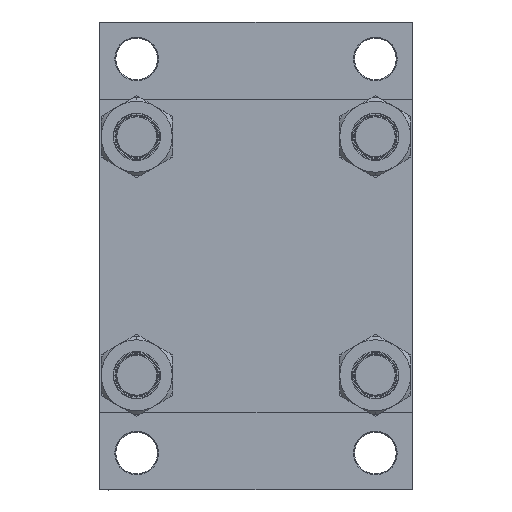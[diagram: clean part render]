
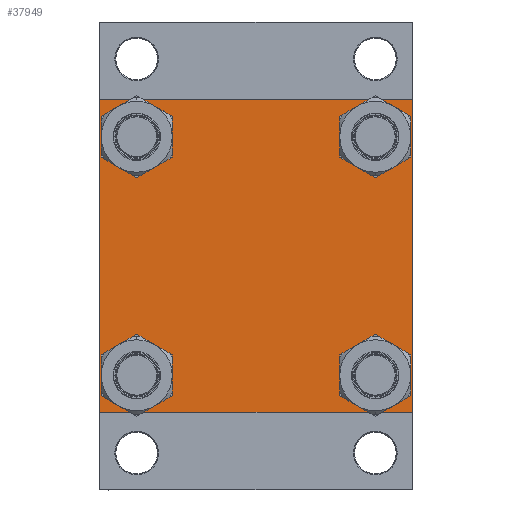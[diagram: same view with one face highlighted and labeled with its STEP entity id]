
A CAD part, left-side view. The second image highlights one B-rep face of the part: STEP entity #37949.
In plain terms, the highlighted planar face has unit normal (-1, 0, 0).
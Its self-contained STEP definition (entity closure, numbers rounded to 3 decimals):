
#27 = DIRECTION ( 'NONE',  ( 0., 0., -1. ) ) ;
#495 = VERTEX_POINT ( 'NONE', #7940 ) ;
#1418 = CARTESIAN_POINT ( 'NONE',  ( 0., 82.25, 82.25 ) ) ;
#1424 = VECTOR ( 'NONE', #47500, 1000. ) ;
#1476 = DIRECTION ( 'NONE',  ( 1., 0., 0. ) ) ;
#1849 = DIRECTION ( 'NONE',  ( 0., 0., 1. ) ) ;
#1994 = CIRCLE ( 'NONE', #32803, 11.5 ) ;
#2336 = FACE_OUTER_BOUND ( 'NONE', #31187, .T. ) ;
#2614 = VERTEX_POINT ( 'NONE', #26306 ) ;
#2985 = ORIENTED_EDGE ( 'NONE', *, *, #31347, .T. ) ;
#4350 = CARTESIAN_POINT ( 'NONE',  ( 0., -82.5, 82.5 ) ) ;
#4728 = VECTOR ( 'NONE', #24844, 1000. ) ;
#5106 = EDGE_CURVE ( 'NONE', #28153, #37092, #39316, .T. ) ;
#5342 = DIRECTION ( 'NONE',  ( 0., 0., 1. ) ) ;
#5499 = DIRECTION ( 'NONE',  ( 1., 0., 0. ) ) ;
#5869 = VECTOR ( 'NONE', #28863, 1000. ) ;
#6214 = FACE_BOUND ( 'NONE', #10718, .T. ) ;
#6283 = VERTEX_POINT ( 'NONE', #21408 ) ;
#6291 = DIRECTION ( 'NONE',  ( 0., -1., 0. ) ) ;
#6293 = CARTESIAN_POINT ( 'NONE',  ( 0., -82.25, -82.25 ) ) ;
#6682 = PLANE ( 'NONE',  #28295 ) ;
#7940 = CARTESIAN_POINT ( 'NONE',  ( 0., 62.95, -51.45 ) ) ;
#8373 = AXIS2_PLACEMENT_3D ( 'NONE', #34978, #31363, #23898 ) ;
#9317 = CARTESIAN_POINT ( 'NONE',  ( 0., -62.95, -62.95 ) ) ;
#9809 = VERTEX_POINT ( 'NONE', #39455 ) ;
#10680 = CIRCLE ( 'NONE', #41464, 11.5 ) ;
#10707 = ORIENTED_EDGE ( 'NONE', *, *, #16599, .F. ) ;
#10718 = EDGE_LOOP ( 'NONE', ( #32863, #26875 ) ) ;
#11554 = EDGE_CURVE ( 'NONE', #6283, #37092, #26302, .T. ) ;
#11805 = DIRECTION ( 'NONE',  ( 0., 0., 1. ) ) ;
#12243 = ORIENTED_EDGE ( 'NONE', *, *, #5106, .T. ) ;
#12479 = VERTEX_POINT ( 'NONE', #34967 ) ;
#12596 = ORIENTED_EDGE ( 'NONE', *, *, #41102, .T. ) ;
#13392 = VECTOR ( 'NONE', #27, 1000. ) ;
#13580 = VERTEX_POINT ( 'NONE', #35530 ) ;
#13650 = DIRECTION ( 'NONE',  ( 0., 0., 1. ) ) ;
#13671 = FACE_BOUND ( 'NONE', #42590, .T. ) ;
#14476 = CARTESIAN_POINT ( 'NONE',  ( 0., 82.5, -82.5 ) ) ;
#14532 = CIRCLE ( 'NONE', #41461, 11.5 ) ;
#14804 = ORIENTED_EDGE ( 'NONE', *, *, #33630, .T. ) ;
#15540 = CARTESIAN_POINT ( 'NONE',  ( 0., 62.95, -62.95 ) ) ;
#15549 = CARTESIAN_POINT ( 'NONE',  ( 0., 62.95, -62.95 ) ) ;
#15738 = CARTESIAN_POINT ( 'NONE',  ( 0., 82., 82.5 ) ) ;
#16073 = VECTOR ( 'NONE', #38071, 1000. ) ;
#16590 = AXIS2_PLACEMENT_3D ( 'NONE', #31528, #5499, #35398 ) ;
#16599 = EDGE_CURVE ( 'NONE', #31669, #12479, #17835, .T. ) ;
#16604 = DIRECTION ( 'NONE',  ( 0., 0.707, -0.707 ) ) ;
#17158 = VERTEX_POINT ( 'NONE', #44180 ) ;
#17700 = ORIENTED_EDGE ( 'NONE', *, *, #41279, .T. ) ;
#17782 = LINE ( 'NONE', #47176, #5869 ) ;
#17835 = LINE ( 'NONE', #35457, #22825 ) ;
#18859 = AXIS2_PLACEMENT_3D ( 'NONE', #27539, #35007, #24409 ) ;
#18958 = ORIENTED_EDGE ( 'NONE', *, *, #31852, .T. ) ;
#19328 = EDGE_CURVE ( 'NONE', #13580, #2614, #34951, .T. ) ;
#19722 = ORIENTED_EDGE ( 'NONE', *, *, #19328, .T. ) ;
#19748 = LINE ( 'NONE', #1418, #26099 ) ;
#20420 = FACE_BOUND ( 'NONE', #43139, .T. ) ;
#20489 = DIRECTION ( 'NONE',  ( 0., -0.707, -0.707 ) ) ;
#21408 = CARTESIAN_POINT ( 'NONE',  ( 0., -82.5, 82. ) ) ;
#22306 = DIRECTION ( 'NONE',  ( 0., 0., 1. ) ) ;
#22825 = VECTOR ( 'NONE', #6291, 1000. ) ;
#23013 = DIRECTION ( 'NONE',  ( 1., 0., 0. ) ) ;
#23041 = VERTEX_POINT ( 'NONE', #41452 ) ;
#23223 = VERTEX_POINT ( 'NONE', #37976 ) ;
#23898 = DIRECTION ( 'NONE',  ( 0., 0., 1. ) ) ;
#24409 = DIRECTION ( 'NONE',  ( 0., 0., 1. ) ) ;
#24844 = DIRECTION ( 'NONE',  ( 0., -0.707, 0.707 ) ) ;
#25354 = CARTESIAN_POINT ( 'NONE',  ( 0., -82.5, -82. ) ) ;
#25464 = DIRECTION ( 'NONE',  ( 0., 0., 1. ) ) ;
#26099 = VECTOR ( 'NONE', #16604, 1000. ) ;
#26206 = EDGE_CURVE ( 'NONE', #38326, #495, #14532, .T. ) ;
#26302 = LINE ( 'NONE', #4350, #13392 ) ;
#26306 = CARTESIAN_POINT ( 'NONE',  ( 0., 82., -82.5 ) ) ;
#26749 = CARTESIAN_POINT ( 'NONE',  ( 0., -62.95, -62.95 ) ) ;
#26875 = ORIENTED_EDGE ( 'NONE', *, *, #26206, .T. ) ;
#27539 = CARTESIAN_POINT ( 'NONE',  ( 0., -62.95, 62.95 ) ) ;
#27606 = ORIENTED_EDGE ( 'NONE', *, *, #44091, .T. ) ;
#28153 = VERTEX_POINT ( 'NONE', #44929 ) ;
#28295 = AXIS2_PLACEMENT_3D ( 'NONE', #31503, #34890, #1849 ) ;
#28479 = LINE ( 'NONE', #32800, #1424 ) ;
#28863 = DIRECTION ( 'NONE',  ( 0., 0.707, 0.707 ) ) ;
#29072 = ORIENTED_EDGE ( 'NONE', *, *, #34696, .T. ) ;
#29234 = CIRCLE ( 'NONE', #46905, 11.5 ) ;
#29272 = CARTESIAN_POINT ( 'NONE',  ( 0., 82.5, 82. ) ) ;
#29899 = CIRCLE ( 'NONE', #8373, 11.5 ) ;
#30125 = DIRECTION ( 'NONE',  ( 1., 0., 0. ) ) ;
#30254 = DIRECTION ( 'NONE',  ( 1., 0., 0. ) ) ;
#30264 = EDGE_LOOP ( 'NONE', ( #43060, #47368 ) ) ;
#31187 = EDGE_LOOP ( 'NONE', ( #27606, #19722, #12596, #12243, #40184, #14804, #10707, #35816 ) ) ;
#31265 = FACE_BOUND ( 'NONE', #30264, .T. ) ;
#31347 = EDGE_CURVE ( 'NONE', #9809, #23223, #32379, .T. ) ;
#31363 = DIRECTION ( 'NONE',  ( 1., 0., 0. ) ) ;
#31503 = CARTESIAN_POINT ( 'NONE',  ( 0., 0., 0. ) ) ;
#31528 = CARTESIAN_POINT ( 'NONE',  ( 0., 62.95, 62.95 ) ) ;
#31669 = VERTEX_POINT ( 'NONE', #15738 ) ;
#31852 = EDGE_CURVE ( 'NONE', #23223, #9809, #38904, .T. ) ;
#32379 = CIRCLE ( 'NONE', #38543, 11.5 ) ;
#32800 = CARTESIAN_POINT ( 'NONE',  ( 0., 82.5, 82.5 ) ) ;
#32803 = AXIS2_PLACEMENT_3D ( 'NONE', #9317, #38968, #13650 ) ;
#32863 = ORIENTED_EDGE ( 'NONE', *, *, #43669, .T. ) ;
#33386 = CARTESIAN_POINT ( 'NONE',  ( 0., 62.95, 51.45 ) ) ;
#33426 = EDGE_CURVE ( 'NONE', #42402, #43623, #44330, .T. ) ;
#33630 = EDGE_CURVE ( 'NONE', #6283, #12479, #17782, .T. ) ;
#34696 = EDGE_CURVE ( 'NONE', #23041, #17158, #1994, .T. ) ;
#34890 = DIRECTION ( 'NONE',  ( -1., 0., 0. ) ) ;
#34951 = LINE ( 'NONE', #41949, #45069 ) ;
#34967 = CARTESIAN_POINT ( 'NONE',  ( 0., -82., 82.5 ) ) ;
#34978 = CARTESIAN_POINT ( 'NONE',  ( 0., 62.95, 62.95 ) ) ;
#35007 = DIRECTION ( 'NONE',  ( 1., 0., 0. ) ) ;
#35201 = CARTESIAN_POINT ( 'NONE',  ( 0., 62.95, -74.45 ) ) ;
#35398 = DIRECTION ( 'NONE',  ( 0., 0., 1. ) ) ;
#35457 = CARTESIAN_POINT ( 'NONE',  ( 0., 82.5, 82.5 ) ) ;
#35530 = CARTESIAN_POINT ( 'NONE',  ( 0., 82.5, -82. ) ) ;
#35719 = CARTESIAN_POINT ( 'NONE',  ( 0., 62.95, 74.45 ) ) ;
#35816 = ORIENTED_EDGE ( 'NONE', *, *, #44237, .T. ) ;
#37092 = VERTEX_POINT ( 'NONE', #25354 ) ;
#37949 = ADVANCED_FACE ( 'NONE', ( #13671, #20420, #6214, #31265, #2336 ), #6682, .T. ) ;
#37976 = CARTESIAN_POINT ( 'NONE',  ( 0., -62.95, 51.45 ) ) ;
#38071 = DIRECTION ( 'NONE',  ( 0., -1., 0. ) ) ;
#38326 = VERTEX_POINT ( 'NONE', #35201 ) ;
#38543 = AXIS2_PLACEMENT_3D ( 'NONE', #41524, #1476, #5342 ) ;
#38904 = CIRCLE ( 'NONE', #18859, 11.5 ) ;
#38968 = DIRECTION ( 'NONE',  ( 1., 0., 0. ) ) ;
#39316 = LINE ( 'NONE', #6293, #4728 ) ;
#39455 = CARTESIAN_POINT ( 'NONE',  ( 0., -62.95, 74.45 ) ) ;
#40184 = ORIENTED_EDGE ( 'NONE', *, *, #11554, .F. ) ;
#41102 = EDGE_CURVE ( 'NONE', #2614, #28153, #43653, .T. ) ;
#41279 = EDGE_CURVE ( 'NONE', #17158, #23041, #29234, .T. ) ;
#41452 = CARTESIAN_POINT ( 'NONE',  ( 0., -62.95, -74.45 ) ) ;
#41461 = AXIS2_PLACEMENT_3D ( 'NONE', #15549, #30254, #25464 ) ;
#41464 = AXIS2_PLACEMENT_3D ( 'NONE', #15540, #23013, #22306 ) ;
#41524 = CARTESIAN_POINT ( 'NONE',  ( 0., -62.95, 62.95 ) ) ;
#41949 = CARTESIAN_POINT ( 'NONE',  ( 0., 82.25, -82.25 ) ) ;
#42402 = VERTEX_POINT ( 'NONE', #35719 ) ;
#42590 = EDGE_LOOP ( 'NONE', ( #2985, #18958 ) ) ;
#43060 = ORIENTED_EDGE ( 'NONE', *, *, #33426, .T. ) ;
#43139 = EDGE_LOOP ( 'NONE', ( #17700, #29072 ) ) ;
#43186 = EDGE_CURVE ( 'NONE', #43623, #42402, #29899, .T. ) ;
#43623 = VERTEX_POINT ( 'NONE', #33386 ) ;
#43653 = LINE ( 'NONE', #14476, #16073 ) ;
#43669 = EDGE_CURVE ( 'NONE', #495, #38326, #10680, .T. ) ;
#44091 = EDGE_CURVE ( 'NONE', #46228, #13580, #28479, .T. ) ;
#44180 = CARTESIAN_POINT ( 'NONE',  ( 0., -62.95, -51.45 ) ) ;
#44237 = EDGE_CURVE ( 'NONE', #31669, #46228, #19748, .T. ) ;
#44330 = CIRCLE ( 'NONE', #16590, 11.5 ) ;
#44929 = CARTESIAN_POINT ( 'NONE',  ( 0., -82., -82.5 ) ) ;
#45069 = VECTOR ( 'NONE', #20489, 1000. ) ;
#46228 = VERTEX_POINT ( 'NONE', #29272 ) ;
#46905 = AXIS2_PLACEMENT_3D ( 'NONE', #26749, #30125, #11805 ) ;
#47176 = CARTESIAN_POINT ( 'NONE',  ( 0., -82.25, 82.25 ) ) ;
#47368 = ORIENTED_EDGE ( 'NONE', *, *, #43186, .T. ) ;
#47500 = DIRECTION ( 'NONE',  ( 0., 0., -1. ) ) ;
